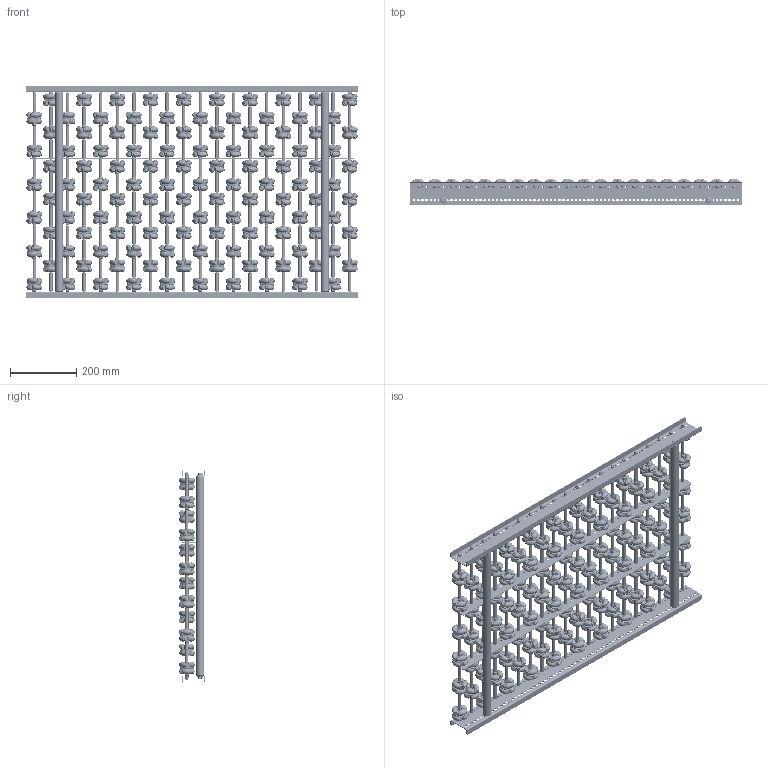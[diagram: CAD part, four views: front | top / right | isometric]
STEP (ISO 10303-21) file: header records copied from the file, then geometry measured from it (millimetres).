
FILE_DESCRIPTION (( 'STEP AP214' ), '1' );
FILE_NAME ('0051818.step', '2021-10-26T12:35:10', ( '' ), ( '' ), 'SwSTEP 2.0', 'SolidWorks 2020', '' );
FILE_SCHEMA (( 'AUTOMOTIVE_DESIGN' ));
Length unit declared in the file: millimetre
Products named in the file (14): 0019730_Tragrollenrohr-Ø10x1,75KU_KFG_0019730_L=54; S100994_Sperrzahnschraube_M08x16-8.8-A2K; 0019719_Gewindestange-M6_L=620; 0036819_SICHERUNGS-HUTMUTTER-DIN986-M6; AWR48_Stift; S108767_Längstraverse-42x2,5-AWR_L1000; 0051818; AWR-Achse-f黵-Konfiguration_L600; 0027528_BUCHSE-HOHLNIETE ZU AWR48; AWR48_Halter; Traversen_KFG_L600; AWR48_Röllchen; 0015028_AWR48; Profil-RB-20x70x20x2_S100215_U-PROFIL-20-70-20-2-RB-L=1000
Assembly tree (108 placements, depth 4):
  0051818
    Profil-RB-20x70x20x2_S100215_U-PROFIL-20-70-20-2-RB-L=1000  x2
    AWR-Achse-f黵-Konfiguration_L600  x20
      0019719_Gewindestange-M6_L=620
      0015028_AWR48
        AWR48_Halter
        AWR48_Röllchen  x6
        AWR48_Stift  x6
      0019730_Tragrollenrohr-Ø10x1,75KU_KFG_0019730_L=54
      0027528_BUCHSE-HOHLNIETE ZU AWR48
    S100994_Sperrzahnschraube_M08x16-8.8-A2K  x4
    Traversen_KFG_L600  x2
    S108767_Längstraverse-42x2,5-AWR_L1000  x2
    0036819_SICHERUNGS-HUTMUTTER-DIN986-M6  x40
Bounding box: 1000 x 78.93 x 640 mm (x, y, z)
Volume: 6542004.2 mm3; surface area: 4391829.9 mm2
Topology: 1994 solids, 1994 shells, 35048 faces, 80612 edges, 50928 vertices
Faces by surface type: cylinder 13532, plane 12252, torus 6336, cone 2848, sphere 80
Entity records: 26230 total; most frequent: CARTESIAN_POINT 5246, DIRECTION 4517, ORIENTED_EDGE 3838, AXIS2_PLACEMENT_3D 1922, EDGE_CURVE 1919, VERTEX_POINT 1246, EDGE_LOOP 1145, CIRCLE 1102
